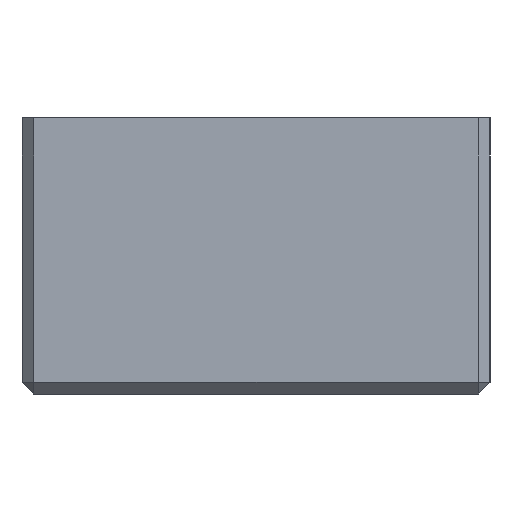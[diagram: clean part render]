
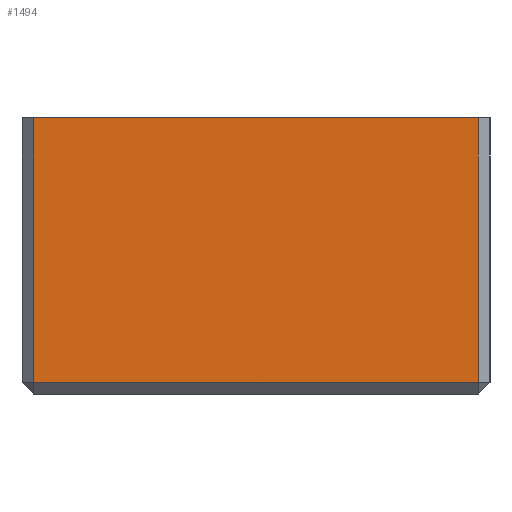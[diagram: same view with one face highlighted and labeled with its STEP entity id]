
A CAD part, left-side view. The second image highlights one B-rep face of the part: STEP entity #1494.
In plain terms, the highlighted planar face has unit normal (-1, 0, 0).
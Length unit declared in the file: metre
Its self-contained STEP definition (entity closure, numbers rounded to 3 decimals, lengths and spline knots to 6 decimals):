
#212=ORIENTED_EDGE('',*,*,#580,.F.);
#213=ORIENTED_EDGE('',*,*,#598,.T.);
#214=ORIENTED_EDGE('',*,*,#599,.T.);
#215=ORIENTED_EDGE('',*,*,#600,.T.);
#580=EDGE_CURVE('',#772,#773,#918,.T.);
#598=EDGE_CURVE('',#772,#786,#936,.T.);
#599=EDGE_CURVE('',#786,#787,#937,.T.);
#600=EDGE_CURVE('',#787,#773,#938,.T.);
#772=VERTEX_POINT('',#2295);
#773=VERTEX_POINT('',#2297);
#786=VERTEX_POINT('',#2332);
#787=VERTEX_POINT('',#2334);
#918=LINE('',#2296,#1104);
#936=LINE('',#2331,#1122);
#937=LINE('',#2333,#1123);
#938=LINE('',#2335,#1124);
#1104=VECTOR('',#1841,1.);
#1122=VECTOR('',#1867,1.);
#1123=VECTOR('',#1868,1.);
#1124=VECTOR('',#1869,1.);
#1233=EDGE_LOOP('',(#212,#213,#214,#215));
#1329=FACE_BOUND('',#1233,.T.);
#1420=PLANE('',#1607);
#1494=ADVANCED_FACE('',(#1329),#1420,.T.);
#1607=AXIS2_PLACEMENT_3D('',#2330,#1865,#1866);
#1841=DIRECTION('',(0.,-1.,0.));
#1865=DIRECTION('',(-1.,0.,0.));
#1866=DIRECTION('',(0.,0.,-1.));
#1867=DIRECTION('',(0.,0.,-1.));
#1868=DIRECTION('',(0.,-1.,0.));
#1869=DIRECTION('',(0.,0.,1.));
#2295=CARTESIAN_POINT('',(-0.02,0.0295,0.));
#2296=CARTESIAN_POINT('',(-0.02,0.02,0.));
#2297=CARTESIAN_POINT('',(-0.02,0.0105,0.));
#2330=CARTESIAN_POINT('',(-0.02,0.02,-0.007));
#2331=CARTESIAN_POINT('',(-0.02,0.0295,-0.007));
#2332=CARTESIAN_POINT('',(-0.02,0.0295,-0.0113));
#2333=CARTESIAN_POINT('',(-0.02,0.02,-0.0113));
#2334=CARTESIAN_POINT('',(-0.02,0.0105,-0.0113));
#2335=CARTESIAN_POINT('',(-0.02,0.0105,0.));
